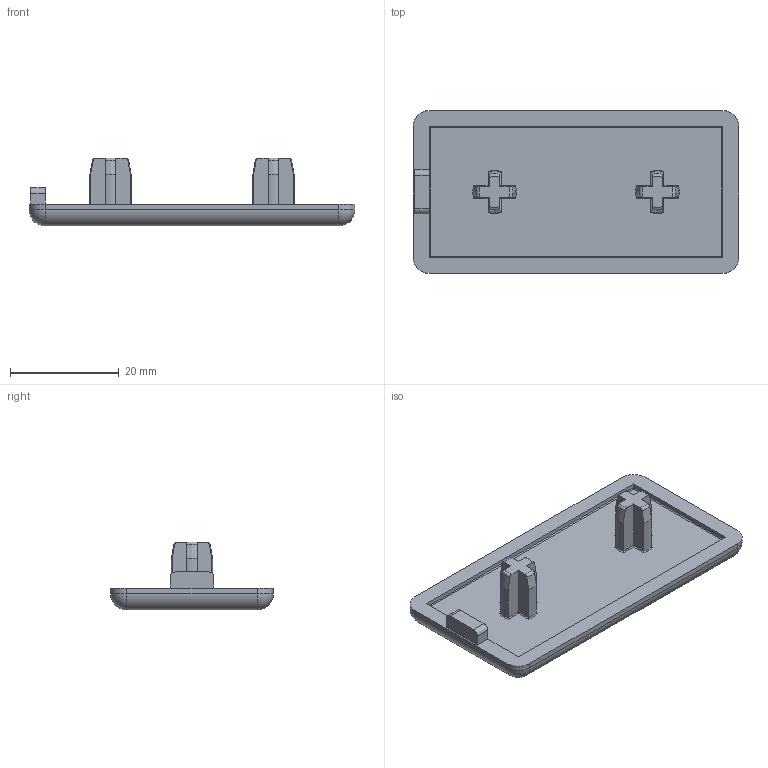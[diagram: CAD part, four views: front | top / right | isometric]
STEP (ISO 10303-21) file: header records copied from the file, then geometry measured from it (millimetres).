
FILE_DESCRIPTION(/* description */ (''),/* implementation_level */ '2;1');
FILE_NAME(/* name */ '223068.stp',/* time_stamp */ '2021-10-28T07:36:14+02:00',/* author */ ('Špaček'),/* organization */ ('Alutec K&K'),/* preprocessor_version */ 'ST-DEVELOPER v18.1',/* originating_system */ 'Autodesk Inventor 2021',/* authorisation */ '');
FILE_SCHEMA (('AUTOMOTIVE_DESIGN { 1 0 10303 214 3 1 1 }'));
Length unit declared in the file: millimetre
Products named in the file (1): 223068
Bounding box: 60 x 30 x 12.5 mm (x, y, z)
Volume: 6091.1 mm3; surface area: 4789.2 mm2
Topology: 1 solids, 1 shells, 99 faces, 246 edges, 148 vertices
Faces by surface type: cylinder 38, plane 33, torus 16, cone 8, sphere 4
Entity records: 3181 total; most frequent: CARTESIAN_POINT 874, ORIENTED_EDGE 484, DIRECTION 466, EDGE_CURVE 242, AXIS2_PLACEMENT_3D 172, VERTEX_POINT 148, LINE 122, VECTOR 122
